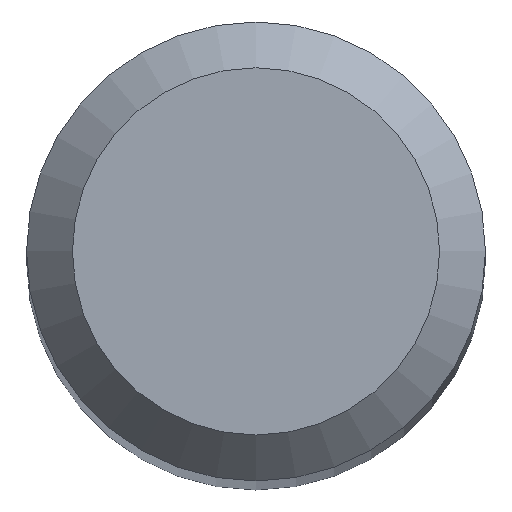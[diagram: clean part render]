
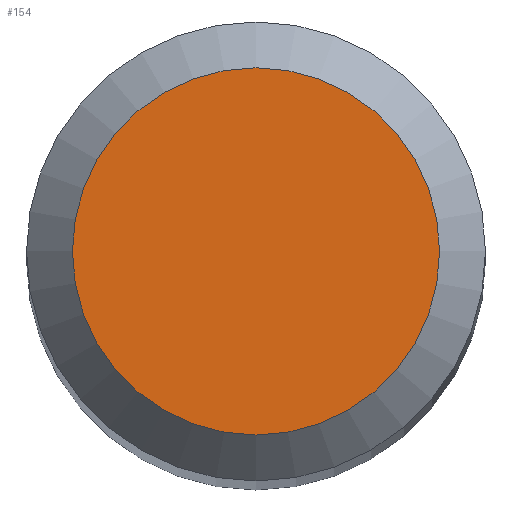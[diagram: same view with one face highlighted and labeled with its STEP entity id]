
A CAD part, top view. The second image highlights one B-rep face of the part: STEP entity #154.
In plain terms, the highlighted planar face has unit normal (0, 0, 1).
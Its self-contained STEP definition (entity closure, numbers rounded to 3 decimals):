
#12 = PLANE ( 'NONE',  #150 ) ;
#42 = AXIS2_PLACEMENT_3D ( 'NONE', #131, #78, #162 ) ;
#47 = CARTESIAN_POINT ( 'NONE',  ( 0., 0., 38. ) ) ;
#78 = DIRECTION ( 'NONE',  ( 0., 0., -1. ) ) ;
#83 = DIRECTION ( 'NONE',  ( 0., 0., -1. ) ) ;
#100 = DIRECTION ( 'NONE',  ( 0., 1., 0. ) ) ;
#106 = CIRCLE ( 'NONE', #42, 1.2 ) ;
#111 = EDGE_LOOP ( 'NONE', ( #137 ) ) ;
#120 = VERTEX_POINT ( 'NONE', #175 ) ;
#127 = EDGE_CURVE ( 'NONE', #120, #120, #106, .T. ) ;
#131 = CARTESIAN_POINT ( 'NONE',  ( 0., 0., 38. ) ) ;
#137 = ORIENTED_EDGE ( 'NONE', *, *, #127, .F. ) ;
#150 = AXIS2_PLACEMENT_3D ( 'NONE', #47, #83, #100 ) ;
#154 = ADVANCED_FACE ( 'NONE', ( #174 ), #12, .F. ) ;
#162 = DIRECTION ( 'NONE',  ( 0., 1., 0. ) ) ;
#174 = FACE_OUTER_BOUND ( 'NONE', #111, .T. ) ;
#175 = CARTESIAN_POINT ( 'NONE',  ( 0., 1.2, 38. ) ) ;
